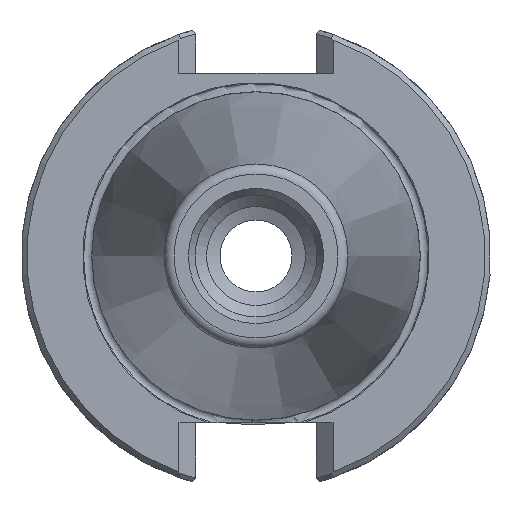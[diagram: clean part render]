
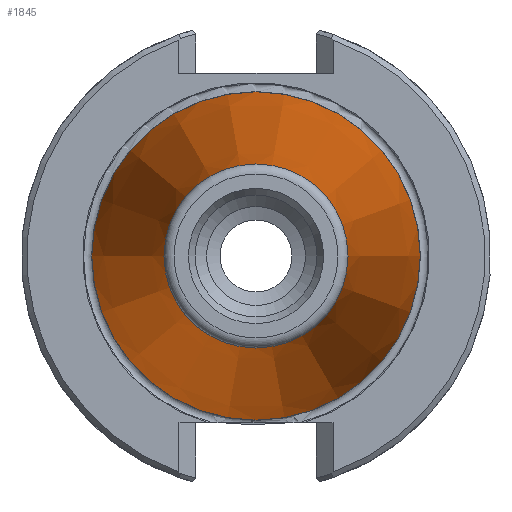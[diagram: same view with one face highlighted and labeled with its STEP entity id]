
A CAD part, left-side view. The second image highlights one B-rep face of the part: STEP entity #1845.
In plain terms, the highlighted conical face has half-angle 8.297 degrees and reference radius 17.248 mm.
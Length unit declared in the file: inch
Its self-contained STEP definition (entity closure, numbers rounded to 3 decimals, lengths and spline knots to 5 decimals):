
#87=CONICAL_SURFACE('',#2000,0.67904,8.297);
#405=FACE_BOUND('',#625,.T.);
#485=FACE_OUTER_BOUND('',#624,.T.);
#624=EDGE_LOOP('',(#1479));
#625=EDGE_LOOP('',(#1480));
#725=CIRCLE('',#1987,0.875);
#731=CIRCLE('',#1998,0.48982);
#885=VERTEX_POINT('',#3773);
#891=VERTEX_POINT('',#3790);
#1104=EDGE_CURVE('',#885,#885,#725,.T.);
#1110=EDGE_CURVE('',#891,#891,#731,.T.);
#1479=ORIENTED_EDGE('',*,*,#1104,.F.);
#1480=ORIENTED_EDGE('',*,*,#1110,.F.);
#1845=ADVANCED_FACE('',(#485,#405),#87,.T.);
#1987=AXIS2_PLACEMENT_3D('',#3774,#2347,#2348);
#1998=AXIS2_PLACEMENT_3D('',#3791,#2369,#2370);
#2000=AXIS2_PLACEMENT_3D('',#3793,#2373,#2374);
#2347=DIRECTION('center_axis',(1.,0.,0.));
#2348=DIRECTION('ref_axis',(0.,1.,0.));
#2369=DIRECTION('center_axis',(-1.,0.,0.));
#2370=DIRECTION('ref_axis',(0.,-1.,0.));
#2373=DIRECTION('center_axis',(1.,0.,0.));
#2374=DIRECTION('ref_axis',(0.,1.,0.));
#3773=CARTESIAN_POINT('',(0.,0.875,0.));
#3774=CARTESIAN_POINT('Origin',(0.,0.,0.));
#3790=CARTESIAN_POINT('',(-2.64129,0.48982,0.));
#3791=CARTESIAN_POINT('Origin',(-2.64129,0.,
0.));
#3793=CARTESIAN_POINT('Origin',(-1.34375,0.,0.));
